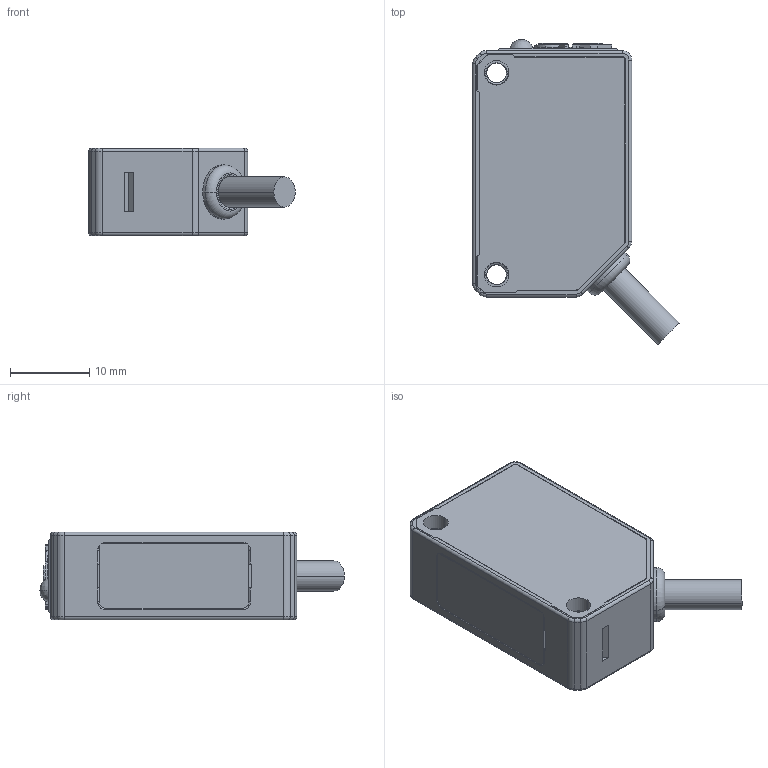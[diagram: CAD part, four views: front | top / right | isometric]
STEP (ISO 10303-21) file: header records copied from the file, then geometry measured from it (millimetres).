
FILE_DESCRIPTION (( 'STEP AP214' ), '1' );
FILE_NAME ('PXPEEST-X200N_3D.STEP', '2022-11-11T19:28:56', ( '' ), ( '' ), 'SwSTEP 2.0', 'SolidWorks 2022', '' );
FILE_SCHEMA (( 'AUTOMOTIVE_DESIGN' ));
Length unit declared in the file: inch
Products named in the file (1): PXPEEST-X200N_3D
Bounding box: 25.98 x 38.38 x 11 mm (x, y, z)
Volume: 6402.1 mm3; surface area: 3271.1 mm2
Topology: 1 solids, 1 shells, 383 faces, 1130 edges, 770 vertices
Faces by surface type: plane 182, cylinder 141, bspline 44, torus 16
Entity records: 26542 total; most frequent: CARTESIAN_POINT 16858, ORIENTED_EDGE 2260, DIRECTION 1661, EDGE_CURVE 1130, VERTEX_POINT 770, VECTOR 599, LINE 599, AXIS2_PLACEMENT_3D 531
